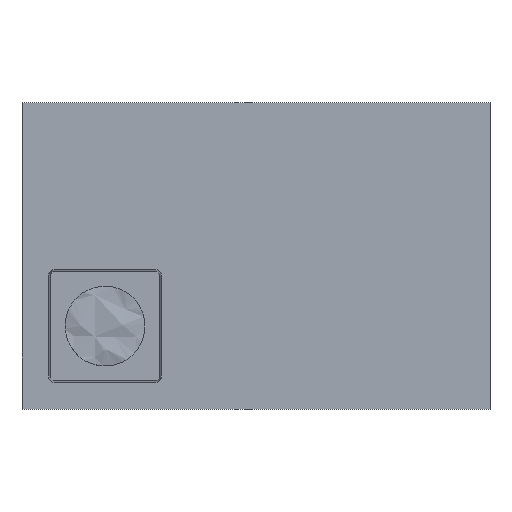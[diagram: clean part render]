
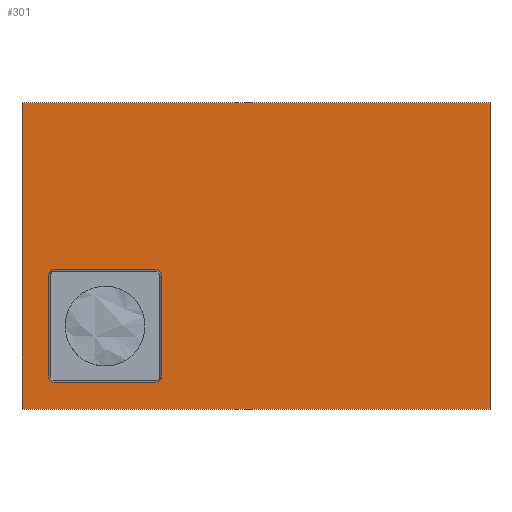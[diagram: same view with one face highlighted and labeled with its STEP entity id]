
A CAD part, top view. The second image highlights one B-rep face of the part: STEP entity #301.
In plain terms, the highlighted planar face has unit normal (0, 0, 1).
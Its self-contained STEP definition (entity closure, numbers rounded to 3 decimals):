
#16=FACE_BOUND('',#67,.T.);
#30=PLANE('',#340);
#48=FACE_OUTER_BOUND('',#66,.T.);
#66=EDGE_LOOP('',(#269,#270,#271,#272));
#67=EDGE_LOOP('',(#273,#274,#275,#276,#277,#278,#279,#280));
#71=CIRCLE('',#322,2.);
#73=CIRCLE('',#326,2.);
#75=CIRCLE('',#330,2.);
#77=CIRCLE('',#334,2.);
#81=LINE('',#701,#110);
#85=LINE('',#713,#114);
#89=LINE('',#725,#118);
#93=LINE('',#737,#122);
#97=LINE('',#750,#126);
#100=LINE('',#756,#129);
#103=LINE('',#762,#132);
#106=LINE('',#766,#135);
#110=VECTOR('',#353,10.);
#114=VECTOR('',#365,10.);
#118=VECTOR('',#377,10.);
#122=VECTOR('',#389,10.);
#126=VECTOR('',#403,10.);
#129=VECTOR('',#408,10.);
#132=VECTOR('',#413,10.);
#135=VECTOR('',#418,10.);
#143=VERTEX_POINT('',#698);
#144=VERTEX_POINT('',#700);
#146=VERTEX_POINT('',#706);
#148=VERTEX_POINT('',#712);
#150=VERTEX_POINT('',#718);
#152=VERTEX_POINT('',#724);
#154=VERTEX_POINT('',#730);
#156=VERTEX_POINT('',#736);
#159=VERTEX_POINT('',#747);
#160=VERTEX_POINT('',#749);
#162=VERTEX_POINT('',#755);
#164=VERTEX_POINT('',#761);
#171=EDGE_CURVE('',#144,#143,#81,.T.);
#174=EDGE_CURVE('',#146,#144,#71,.T.);
#177=EDGE_CURVE('',#148,#146,#85,.T.);
#180=EDGE_CURVE('',#150,#148,#73,.T.);
#183=EDGE_CURVE('',#152,#150,#89,.T.);
#186=EDGE_CURVE('',#154,#152,#75,.T.);
#189=EDGE_CURVE('',#156,#154,#93,.T.);
#192=EDGE_CURVE('',#143,#156,#77,.T.);
#195=EDGE_CURVE('',#160,#159,#97,.T.);
#198=EDGE_CURVE('',#162,#160,#100,.T.);
#201=EDGE_CURVE('',#164,#162,#103,.T.);
#204=EDGE_CURVE('',#159,#164,#106,.T.);
#269=ORIENTED_EDGE('',*,*,#204,.T.);
#270=ORIENTED_EDGE('',*,*,#201,.T.);
#271=ORIENTED_EDGE('',*,*,#198,.T.);
#272=ORIENTED_EDGE('',*,*,#195,.T.);
#273=ORIENTED_EDGE('',*,*,#171,.T.);
#274=ORIENTED_EDGE('',*,*,#192,.T.);
#275=ORIENTED_EDGE('',*,*,#189,.T.);
#276=ORIENTED_EDGE('',*,*,#186,.T.);
#277=ORIENTED_EDGE('',*,*,#183,.T.);
#278=ORIENTED_EDGE('',*,*,#180,.T.);
#279=ORIENTED_EDGE('',*,*,#177,.T.);
#280=ORIENTED_EDGE('',*,*,#174,.T.);
#301=ADVANCED_FACE('',(#48,#16),#30,.T.);
#322=AXIS2_PLACEMENT_3D('',#707,#359,#360);
#326=AXIS2_PLACEMENT_3D('',#719,#371,#372);
#330=AXIS2_PLACEMENT_3D('',#731,#383,#384);
#334=AXIS2_PLACEMENT_3D('',#741,#395,#396);
#340=AXIS2_PLACEMENT_3D('',#767,#419,#420);
#353=DIRECTION('',(0.,1.,0.));
#359=DIRECTION('center_axis',(0.,0.,-1.));
#360=DIRECTION('ref_axis',(-1.,0.,0.));
#365=DIRECTION('',(-1.,0.,0.));
#371=DIRECTION('center_axis',(0.,0.,-1.));
#372=DIRECTION('ref_axis',(0.,-1.,0.));
#377=DIRECTION('',(0.,-1.,0.));
#383=DIRECTION('center_axis',(0.,0.,-1.));
#384=DIRECTION('ref_axis',(1.,0.,0.));
#389=DIRECTION('',(1.,0.,0.));
#395=DIRECTION('center_axis',(0.,0.,-1.));
#396=DIRECTION('ref_axis',(0.,1.,0.));
#403=DIRECTION('',(-1.,0.,0.));
#408=DIRECTION('',(0.,1.,0.));
#413=DIRECTION('',(1.,0.,0.));
#418=DIRECTION('',(0.,-1.,0.));
#419=DIRECTION('center_axis',(0.,0.,1.));
#420=DIRECTION('ref_axis',(1.,0.,0.));
#698=CARTESIAN_POINT('',(8.,40.,35.12));
#700=CARTESIAN_POINT('',(8.,10.,35.12));
#701=CARTESIAN_POINT('',(8.,43.063,35.12));
#706=CARTESIAN_POINT('',(10.,8.,35.12));
#707=CARTESIAN_POINT('Origin',(10.,10.,35.12));
#712=CARTESIAN_POINT('',(40.,8.,35.12));
#713=CARTESIAN_POINT('',(40.235,8.,35.12));
#718=CARTESIAN_POINT('',(42.,10.,35.12));
#719=CARTESIAN_POINT('Origin',(40.,10.,35.12));
#724=CARTESIAN_POINT('',(42.,40.,35.12));
#725=CARTESIAN_POINT('',(42.,28.063,35.12));
#730=CARTESIAN_POINT('',(40.,42.,35.12));
#731=CARTESIAN_POINT('Origin',(40.,40.,35.12));
#736=CARTESIAN_POINT('',(10.,42.,35.12));
#737=CARTESIAN_POINT('',(55.235,42.,35.12));
#741=CARTESIAN_POINT('Origin',(10.,40.,35.12));
#747=CARTESIAN_POINT('',(0.,92.25,35.12));
#749=CARTESIAN_POINT('',(140.94,92.25,35.12));
#750=CARTESIAN_POINT('',(140.94,92.25,35.12));
#755=CARTESIAN_POINT('',(140.94,0.,35.12));
#756=CARTESIAN_POINT('',(140.94,0.,35.12));
#761=CARTESIAN_POINT('',(0.,0.,35.12));
#762=CARTESIAN_POINT('',(0.,0.,35.12));
#766=CARTESIAN_POINT('',(0.,92.25,35.12));
#767=CARTESIAN_POINT('Origin',(70.47,46.125,35.12));
